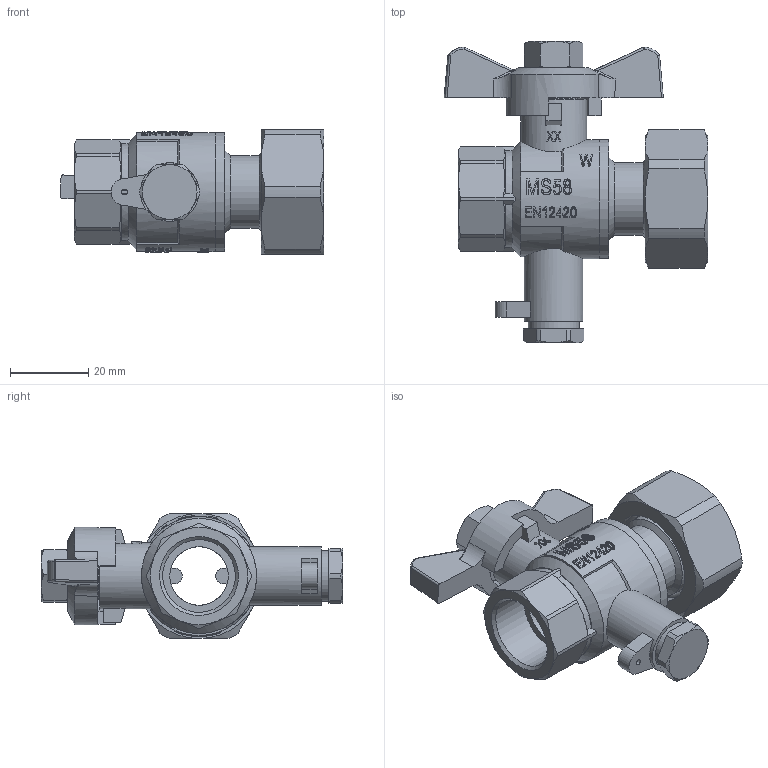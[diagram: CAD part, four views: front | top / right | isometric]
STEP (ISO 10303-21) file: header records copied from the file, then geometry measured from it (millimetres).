
FILE_DESCRIPTION(/* description */ ('Unknown'),/* implementation_level */ '2;1');
FILE_NAME(/* name */ '7226-45',/* time_stamp */ '2023-06-06T11:32:08+02:00',/* author */ ('Unknown'),/* organization */ ('Unknown'),/* preprocessor_version */ 'ST-DEVELOPER v18.102',/* originating_system */ 'Solid Edge',/* authorisation */ 'Unknown');
FILE_SCHEMA (('AUTOMOTIVE_DESIGN {1 0 10303 214 3 1 1}'));
Length unit declared in the file: millimetre
Products named in the file (18): 722-45; 722-45-Verschraubung; 97000077_24x15x2 - 3_4; sper.ring; _berwurfmutter; Einschraubteil; F-griff; M8-1_2-3_4; Kvrper-co; Schtaube; Kvrper; Kugel; Kugeldichtung; Dichtung; Spindel-co; Stopfbuchse; Spindel; Spindeldichtung
Assembly tree (18 placements, depth 3):
  722-45
    722-45-Verschraubung
      97000077_24x15x2 - 3_4
      sper.ring
      _berwurfmutter
      Einschraubteil
    F-griff
    M8-1_2-3_4
    Kvrper-co
      Schtaube
      Kvrper
      Kugel
      Kugeldichtung  x2
      Dichtung
    Spindel-co
      Stopfbuchse
      Spindel
      Spindeldichtung
Bounding box: 67.6 x 77.2 x 32 mm (x, y, z)
Volume: 37140.4 mm3; surface area: 28997 mm2
Topology: 15 solids, 15 shells, 1184 faces, 3248 edges, 2137 vertices
Faces by surface type: plane 925, cylinder 147, cone 81, bspline 14, sphere 11, torus 6
Full cylindrical faces by diameter (mm): 1.5 x1, 5 x1, 5.9 x1, 6.7 x1, 6.75 x1, 8.92 x1, 9 x4, 9.1 x1, 10 x2, 10.5 x1, 10.8 x1, 11 x1, 12 x1, 12.4 x1, 12.5 x1, 13 x1, 14 x1, 15 x6, 16 x2, 17 x1, 18.5 x1, 18.6 x1, 18.631 x1, 21 x4, 21.6 x1, 24 x2, 24.1 x1, 24.117 x1, 24.8 x1, 25.5 x1
Entity records: 41378 total; most frequent: CARTESIAN_POINT 10149, DIRECTION 7048, ORIENTED_EDGE 6234, EDGE_CURVE 3117, AXIS2_PLACEMENT_3D 2910, VERTEX_POINT 2102, FACE_BOUND 1347, EDGE_LOOP 1345
